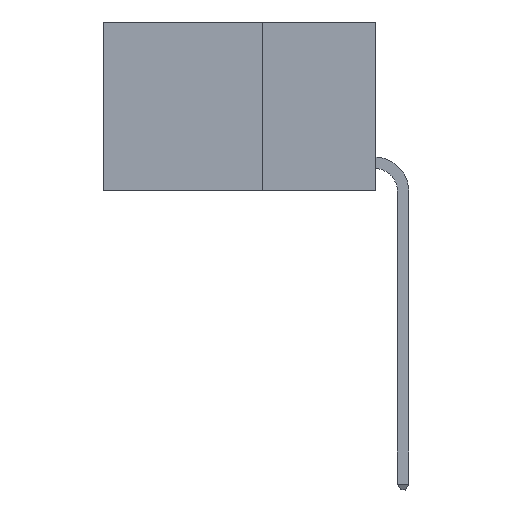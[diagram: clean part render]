
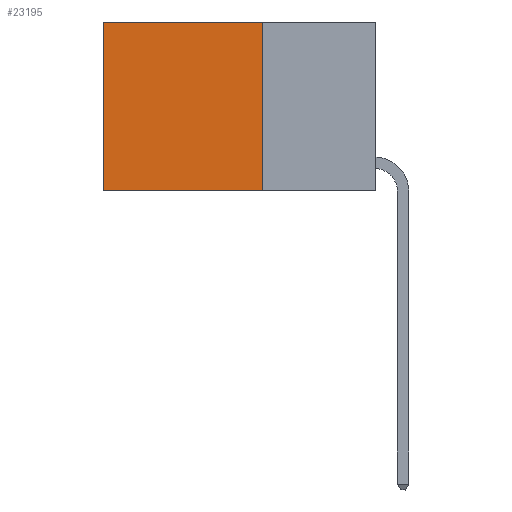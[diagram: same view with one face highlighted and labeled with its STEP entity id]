
A CAD part, left-side view. The second image highlights one B-rep face of the part: STEP entity #23195.
In plain terms, the highlighted planar face has unit normal (-1, 0, 0).
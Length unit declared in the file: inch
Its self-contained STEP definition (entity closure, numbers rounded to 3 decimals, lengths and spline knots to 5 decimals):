
#299 = LINE ( 'NONE', #15168, #12130 ) ;
#1858 = CARTESIAN_POINT ( 'NONE',  ( 0.2625, 0.6, 0. ) ) ;
#2050 = DIRECTION ( 'NONE',  ( 0., 1., 0. ) ) ;
#2338 = EDGE_CURVE ( 'NONE', #6832, #20677, #18738, .T. ) ;
#3439 = DIRECTION ( 'NONE',  ( 0., 1., 0. ) ) ;
#4301 = VECTOR ( 'NONE', #10103, 39.37008 ) ;
#6832 = VERTEX_POINT ( 'NONE', #1858 ) ;
#7586 = CARTESIAN_POINT ( 'NONE',  ( 0.2625, 0.6, -0.37 ) ) ;
#7716 = ORIENTED_EDGE ( 'NONE', *, *, #26322, .F. ) ;
#10103 = DIRECTION ( 'NONE',  ( 0., 0., -1. ) ) ;
#10224 = DIRECTION ( 'NONE',  ( 0., 0., -1. ) ) ;
#11083 = LINE ( 'NONE', #20846, #22766 ) ;
#11256 = DIRECTION ( 'NONE',  ( 0., 0., -1. ) ) ;
#12130 = VECTOR ( 'NONE', #3439, 39.37008 ) ;
#12517 = VECTOR ( 'NONE', #11256, 39.37008 ) ;
#13463 = ORIENTED_EDGE ( 'NONE', *, *, #29549, .F. ) ;
#13760 = CARTESIAN_POINT ( 'NONE',  ( 0.2625, 0.25, -0.37 ) ) ;
#14840 = ORIENTED_EDGE ( 'NONE', *, *, #27328, .T. ) ;
#15168 = CARTESIAN_POINT ( 'NONE',  ( 0.2625, 0.25, 0. ) ) ;
#17815 = CARTESIAN_POINT ( 'NONE',  ( 0.2625, 0.6, 0. ) ) ;
#18738 = LINE ( 'NONE', #17815, #12517 ) ;
#19526 = PLANE ( 'NONE',  #21878 ) ;
#20677 = VERTEX_POINT ( 'NONE', #7586 ) ;
#20846 = CARTESIAN_POINT ( 'NONE',  ( 0.2625, 0.25, -0.37 ) ) ;
#21209 = CARTESIAN_POINT ( 'NONE',  ( 0.2625, 0.25, 0. ) ) ;
#21857 = CARTESIAN_POINT ( 'NONE',  ( 0.2625, 0.25, 0. ) ) ;
#21878 = AXIS2_PLACEMENT_3D ( 'NONE', #21857, #24164, #10224 ) ;
#22766 = VECTOR ( 'NONE', #2050, 39.37008 ) ;
#23195 = ADVANCED_FACE ( 'NONE', ( #27106 ), #19526, .F. ) ;
#24164 = DIRECTION ( 'NONE',  ( 1., 0., 0. ) ) ;
#24975 = ORIENTED_EDGE ( 'NONE', *, *, #2338, .T. ) ;
#26322 = EDGE_CURVE ( 'NONE', #29920, #20677, #11083, .T. ) ;
#26370 = CARTESIAN_POINT ( 'NONE',  ( 0.2625, 0.25, 0. ) ) ;
#26912 = EDGE_LOOP ( 'NONE', ( #24975, #7716, #13463, #14840 ) ) ;
#27106 = FACE_OUTER_BOUND ( 'NONE', #26912, .T. ) ;
#27328 = EDGE_CURVE ( 'NONE', #30044, #6832, #299, .T. ) ;
#29076 = LINE ( 'NONE', #26370, #4301 ) ;
#29549 = EDGE_CURVE ( 'NONE', #30044, #29920, #29076, .T. ) ;
#29920 = VERTEX_POINT ( 'NONE', #13760 ) ;
#30044 = VERTEX_POINT ( 'NONE', #21209 ) ;
